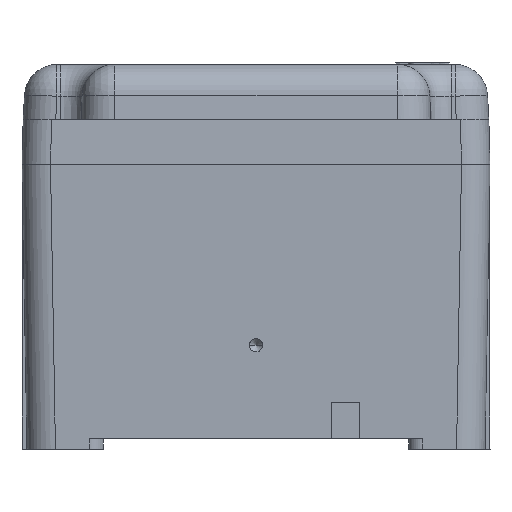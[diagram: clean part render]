
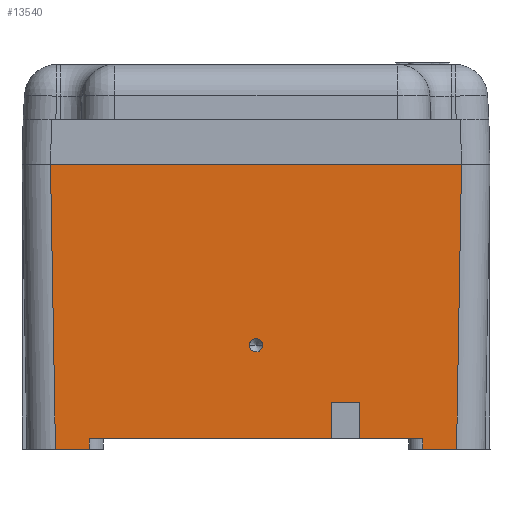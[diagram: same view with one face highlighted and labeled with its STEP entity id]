
A CAD part, front view. The second image highlights one B-rep face of the part: STEP entity #13540.
In plain terms, the highlighted face is planar.
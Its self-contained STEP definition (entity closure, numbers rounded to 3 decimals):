
#60=CARTESIAN_POINT('',(-9.922,165.257,
-154.256));
#70=DIRECTION('',(-1.,-0.017,
0.017));
#80=VECTOR('',#70,1.);
#90=LINE('',#60,#80);
#100=CARTESIAN_POINT('',(32.7,166.001,
-155.));
#110=VERTEX_POINT('',#100);
#120=CARTESIAN_POINT('',(-37.3,164.779,
-153.778));
#130=VERTEX_POINT('',#120);
#140=EDGE_CURVE('',#110,#130,#90,.T.);
#5720=CARTESIAN_POINT('',(-11.8,117.107,
-154.223));
#5730=VERTEX_POINT('',#5720);
#5800=CARTESIAN_POINT('',(-11.8,113.893,
-154.223));
#5810=VERTEX_POINT('',#5800);
#5840=CARTESIAN_POINT('',(-11.772,115.5,
-154.224));
#5850=DIRECTION('',(-0.017,0.,
-1.));
#5860=DIRECTION('',(1.,0.,
-0.017));
#5870=AXIS2_PLACEMENT_3D('',#5840,#5850,#5860);
#5880=ELLIPSE('',#5870,1.608,1.608);
#5890=CARTESIAN_POINT('',(-10.164,115.5,
-154.252));
#5900=VERTEX_POINT('',#5890);
#5910=EDGE_CURVE('',#5900,#5810,#5880,.T.);
#5930=EDGE_CURVE('',#5730,#5900,#5880,.T.);
#12580=CARTESIAN_POINT('',(-37.289,48.5,
-153.778));
#12590=DIRECTION('',(-0.017,0.,
-1.));
#12600=DIRECTION('',(0.,1.,0.));
#12610=AXIS2_PLACEMENT_3D('',#12580,#12590,#12600);
#12620=PLANE('',#12610);
#12630=ORIENTED_EDGE('',*,*,#5910,.F.);
#12640=EDGE_CURVE('',#5810,#5730,#5880,.T.);
#12650=ORIENTED_EDGE('',*,*,#12640,.F.);
#12660=ORIENTED_EDGE('',*,*,#5930,.F.);
#12670=EDGE_LOOP('',(#12660,#12650,#12630));
#12680=FACE_BOUND('',#12670,.T.);
#12690=ORIENTED_EDGE('',*,*,#140,.F.);
#12700=CARTESIAN_POINT('',(-37.3,47.736,
-153.778));
#12710=DIRECTION('',(0.,-1.,0.));
#12720=VECTOR('',#12710,1.);
#12730=LINE('',#12700,#12720);
#12740=CARTESIAN_POINT('',(-37.3,156.5,
-153.778));
#12750=VERTEX_POINT('',#12740);
#12760=EDGE_CURVE('',#130,#12750,#12730,.T.);
#12770=ORIENTED_EDGE('',*,*,#12760,.F.);
#12780=CARTESIAN_POINT('',(-9.861,156.5,
-154.257));
#12790=DIRECTION('',(-1.,0.,
0.017));
#12800=VECTOR('',#12790,1.);
#12810=LINE('',#12780,#12800);
#12820=CARTESIAN_POINT('',(-34.8,156.5,
-153.822));
#12830=VERTEX_POINT('',#12820);
#12840=EDGE_CURVE('',#12830,#12750,#12810,.T.);
#12850=ORIENTED_EDGE('',*,*,#12840,.T.);
#12860=CARTESIAN_POINT('',(-34.8,47.736,
-153.822));
#12870=DIRECTION('',(0.,1.,0.));
#12880=VECTOR('',#12870,1.);
#12890=LINE('',#12860,#12880);
#12900=CARTESIAN_POINT('',(-34.8,141.,
-153.822));
#12910=VERTEX_POINT('',#12900);
#12920=EDGE_CURVE('',#12910,#12830,#12890,.T.);
#12930=ORIENTED_EDGE('',*,*,#12920,.T.);
#12940=CARTESIAN_POINT('',(-9.8,141.,
-154.258));
#12950=DIRECTION('',(-1.,0.,
0.017));
#12960=VECTOR('',#12950,1.);
#12970=LINE('',#12940,#12960);
#12980=CARTESIAN_POINT('',(-25.8,141.,
-153.979));
#12990=VERTEX_POINT('',#12980);
#13000=EDGE_CURVE('',#12990,#12910,#12970,.T.);
#13010=ORIENTED_EDGE('',*,*,#13000,.T.);
#13020=CARTESIAN_POINT('',(-25.8,47.736,
-153.979));
#13030=DIRECTION('',(0.,-1.,0.));
#13040=VECTOR('',#13030,1.);
#13050=LINE('',#13020,#13040);
#13060=CARTESIAN_POINT('',(-25.8,134.,
-153.979));
#13070=VERTEX_POINT('',#13060);
#13080=EDGE_CURVE('',#12990,#13070,#13050,.T.);
#13090=ORIENTED_EDGE('',*,*,#13080,.F.);
#13100=CARTESIAN_POINT('',(-9.8,134.,
-154.258));
#13110=DIRECTION('',(1.,0.,
-0.017));
#13120=VECTOR('',#13110,1.);
#13130=LINE('',#13100,#13120);
#13140=CARTESIAN_POINT('',(-34.8,134.,
-153.822));
#13150=VERTEX_POINT('',#13140);
#13160=EDGE_CURVE('',#13150,#13070,#13130,.T.);
#13170=ORIENTED_EDGE('',*,*,#13160,.T.);
#13180=CARTESIAN_POINT('',(-34.8,74.5,
-153.822));
#13190=VERTEX_POINT('',#13180);
#13200=EDGE_CURVE('',#13190,#13150,#12890,.T.);
#13210=ORIENTED_EDGE('',*,*,#13200,.T.);
#13220=CARTESIAN_POINT('',(-9.861,74.5,
-154.257));
#13230=DIRECTION('',(-1.,0.,
0.017));
#13240=VECTOR('',#13230,1.);
#13250=LINE('',#13220,#13240);
#13260=CARTESIAN_POINT('',(-37.3,74.5,
-153.778));
#13270=VERTEX_POINT('',#13260);
#13280=EDGE_CURVE('',#13190,#13270,#13250,.T.);
#13290=ORIENTED_EDGE('',*,*,#13280,.F.);
#13300=CARTESIAN_POINT('',(-37.3,47.736,
-153.778));
#13310=DIRECTION('',(0.,-1.,0.));
#13320=VECTOR('',#13310,1.);
#13330=LINE('',#13300,#13320);
#13340=CARTESIAN_POINT('',(-37.3,66.221,
-153.778));
#13350=VERTEX_POINT('',#13340);
#13360=EDGE_CURVE('',#13270,#13350,#13330,.T.);
#13370=ORIENTED_EDGE('',*,*,#13360,.F.);
#13380=CARTESIAN_POINT('',(-9.922,65.743,
-154.256));
#13390=DIRECTION('',(1.,-0.017,
-0.017));
#13400=VECTOR('',#13390,1.);
#13410=LINE('',#13380,#13400);
#13420=CARTESIAN_POINT('',(32.7,64.999,
-155.));
#13430=VERTEX_POINT('',#13420);
#13440=EDGE_CURVE('',#13350,#13430,#13410,.T.);
#13450=ORIENTED_EDGE('',*,*,#13440,.F.);
#13460=CARTESIAN_POINT('',(32.7,47.736,
-155.));
#13470=DIRECTION('',(0.,-1.,0.));
#13480=VECTOR('',#13470,1.);
#13490=LINE('',#13460,#13480);
#13500=EDGE_CURVE('',#110,#13430,#13490,.T.);
#13510=ORIENTED_EDGE('',*,*,#13500,.T.);
#13520=EDGE_LOOP('',(#13510,#13450,#13370,#13290,#13210,#13170,#13090,
#13010,#12930,#12850,#12770,#12690));
#13530=FACE_OUTER_BOUND('',#13520,.T.);
#13540=ADVANCED_FACE('',(#12680,#13530),#12620,.T.);
